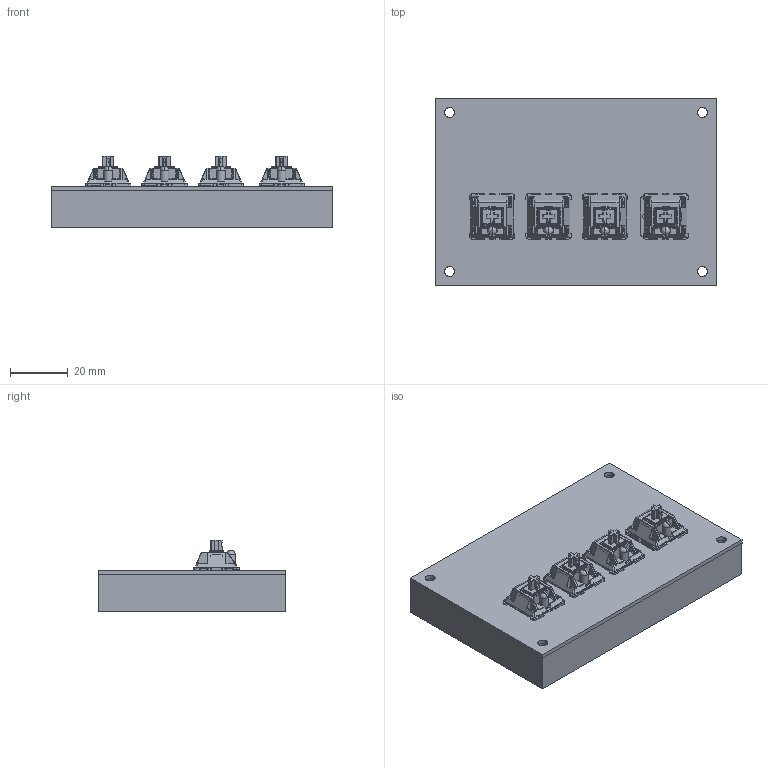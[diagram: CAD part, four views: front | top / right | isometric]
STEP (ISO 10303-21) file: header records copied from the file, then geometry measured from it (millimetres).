
FILE_DESCRIPTION(/* description */ (''),/* implementation_level */ '2;1');
FILE_NAME(/* name */ 'Top (~recovered).step',/* time_stamp */ '2025-06-29T01:15:06-04:00',/* author */ (''),/* organization */ (''),/* preprocessor_version */ 'ST-DEVELOPER v20.1',/* originating_system */ 'Autodesk Translation Framework v14.10.0.0',/* authorisation */ '');
FILE_SCHEMA (('AUTOMOTIVE_DESIGN { 1 0 10303 214 3 1 1 }'));
Length unit declared in the file: millimetre
Products named in the file (13): Top; 2025-06-28-13-26-05-183; 2025-06-28-20-38-29-906; 2025-06-28-20-38-29-907; 2025-06-28-20-38-29-913; 2025-06-28-20-38-29-907_1; 2025-06-28-20-38-29-907_2; 2025-06-28-20-38-29-907_3; 2025-06-28-20-38-29-908; 2025-06-28-20-38-29-909; 2025-06-28-20-38-29-910; 2025-06-28-20-38-29-911; 2025-06-28-20-38-29-912
Assembly tree (27 placements, depth 4):
  Top
    2025-06-28-13-26-05-183
    2025-06-28-20-38-29-906
      2025-06-28-20-38-29-907
        2025-06-28-20-38-29-908
        2025-06-28-20-38-29-909
        2025-06-28-20-38-29-910
        2025-06-28-20-38-29-911
        2025-06-28-20-38-29-912
      2025-06-28-20-38-29-913
      2025-06-28-20-38-29-907_1
        2025-06-28-20-38-29-908
        2025-06-28-20-38-29-909
        2025-06-28-20-38-29-910
        2025-06-28-20-38-29-911
        2025-06-28-20-38-29-912
      2025-06-28-20-38-29-907_2
        2025-06-28-20-38-29-908
        2025-06-28-20-38-29-909
        2025-06-28-20-38-29-910
        2025-06-28-20-38-29-911
        2025-06-28-20-38-29-912
      2025-06-28-20-38-29-907_3
        2025-06-28-20-38-29-908
        2025-06-28-20-38-29-909
        2025-06-28-20-38-29-910
        2025-06-28-20-38-29-911
        2025-06-28-20-38-29-912
Bounding box: 97.5 x 65 x 24.9 mm (x, y, z)
Volume: 62259.7 mm3; surface area: 50108.8 mm2
Topology: 43 solids, 43 shells, 6222 faces, 15048 edges, 8504 vertices
Faces by surface type: cylinder 2724, plane 1866, torus 760, sphere 448, bspline 404, cone 20
Full cylindrical faces by diameter (mm): 0.8 x8, 0.889 x14, 1.5 x8, 1.6 x16, 1.7 x8, 2 x4, 2.6 x4, 3 x4, 3.4 x8, 3.8 x4, 4 x4, 4.8 x4, 6 x4
Entity records: 52120 total; most frequent: CARTESIAN_POINT 13463, DIRECTION 8511, ORIENTED_EDGE 7756, EDGE_CURVE 3878, AXIS2_PLACEMENT_3D 3225, VERTEX_POINT 2276, LINE 2061, VECTOR 2061
